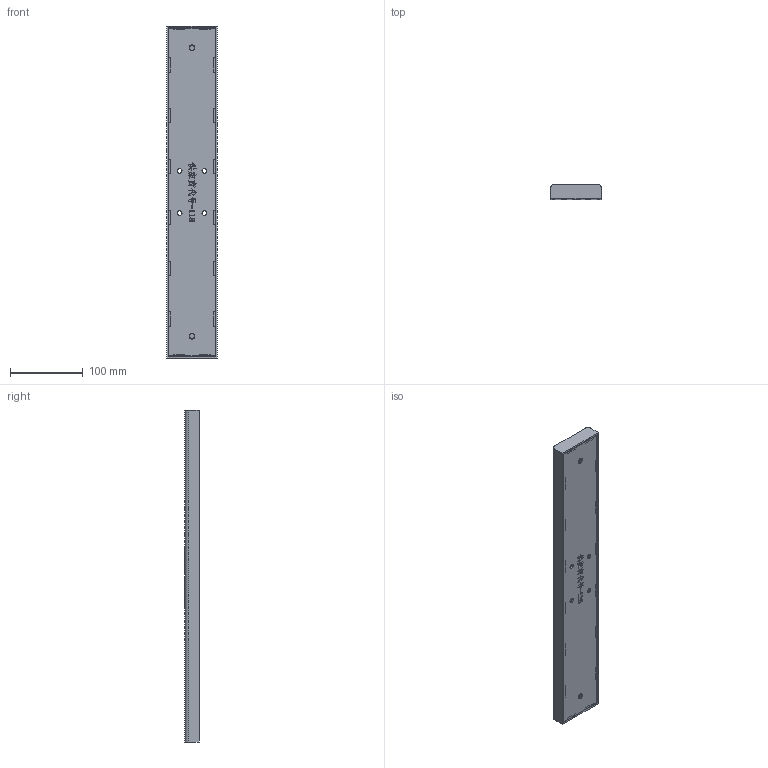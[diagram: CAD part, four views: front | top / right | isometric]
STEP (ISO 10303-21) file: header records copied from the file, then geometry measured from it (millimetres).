
FILE_DESCRIPTION((''),'2;1');
FILE_NAME('JC35TS-0225','2021-01-06T16:43:01',('sa'),('捷昌驱动'),'CREO PARAMETRIC BY PTC INC, 2018100','CREO PARAMETRIC BY PTC INC, 2018100','');
FILE_SCHEMA(('CONFIG_CONTROL_DESIGN'));
Length unit declared in the file: millimetre
Products named in the file (1): JC35TS-0225
Bounding box: 70 x 20 x 457 mm (x, y, z)
Volume: 212377.8 mm3; surface area: 177415 mm2
Topology: 2 solids, 20 shells, 401 faces, 1120 edges, 768 vertices
Faces by surface type: plane 215, extrusion 162, cylinder 24
Entity records: 13475 total; most frequent: CARTESIAN_POINT 3692, ORIENTED_EDGE 2168, DIRECTION 1486, EDGE_CURVE 1120, VECTOR 910, VERTEX_POINT 768, LINE 748, B_SPLINE_CURVE_WITH_KNOTS 486
